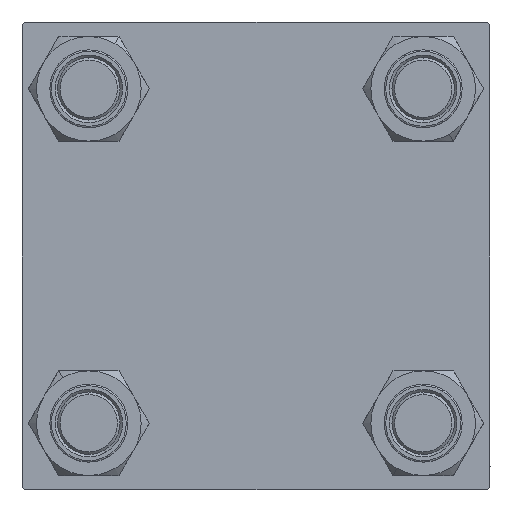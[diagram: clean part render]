
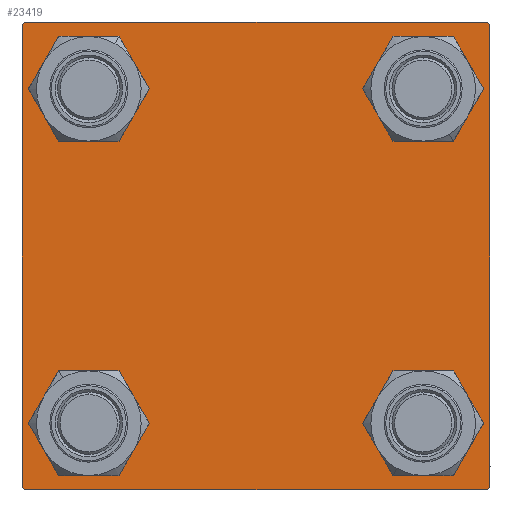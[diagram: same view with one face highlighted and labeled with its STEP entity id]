
A CAD part, left-side view. The second image highlights one B-rep face of the part: STEP entity #23419.
In plain terms, the highlighted planar face has unit normal (-1, 0, 0).
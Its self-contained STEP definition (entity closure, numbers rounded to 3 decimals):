
#672 = EDGE_CURVE ( 'NONE', #22771, #4282, #29738, .T. ) ;
#886 = CARTESIAN_POINT ( 'NONE',  ( 0., 32.15, -32.15 ) ) ;
#1093 = CARTESIAN_POINT ( 'NONE',  ( 0., -44.75, 44.75 ) ) ;
#1236 = DIRECTION ( 'NONE',  ( 0., 0., 1. ) ) ;
#1996 = FACE_BOUND ( 'NONE', #3607, .T. ) ;
#2074 = VERTEX_POINT ( 'NONE', #21022 ) ;
#2809 = ORIENTED_EDGE ( 'NONE', *, *, #40902, .F. ) ;
#3607 = EDGE_LOOP ( 'NONE', ( #7578, #34385 ) ) ;
#3619 = CARTESIAN_POINT ( 'NONE',  ( 0., -32.15, -25.65 ) ) ;
#3725 = CIRCLE ( 'NONE', #32111, 6.5 ) ;
#4015 = ORIENTED_EDGE ( 'NONE', *, *, #26157, .F. ) ;
#4282 = VERTEX_POINT ( 'NONE', #36101 ) ;
#4386 = ORIENTED_EDGE ( 'NONE', *, *, #15772, .T. ) ;
#4854 = DIRECTION ( 'NONE',  ( 0., 0.707, -0.707 ) ) ;
#4909 = LINE ( 'NONE', #1093, #47523 ) ;
#5068 = PLANE ( 'NONE',  #40122 ) ;
#5416 = ORIENTED_EDGE ( 'NONE', *, *, #49205, .T. ) ;
#5942 = DIRECTION ( 'NONE',  ( 1., 0., 0. ) ) ;
#5950 = CARTESIAN_POINT ( 'NONE',  ( 0., -44.5, -45. ) ) ;
#6079 = EDGE_LOOP ( 'NONE', ( #23816, #27770, #5416, #30709, #4015, #11223, #2809, #6163 ) ) ;
#6163 = ORIENTED_EDGE ( 'NONE', *, *, #7379, .T. ) ;
#7379 = EDGE_CURVE ( 'NONE', #24020, #22771, #43433, .T. ) ;
#7453 = DIRECTION ( 'NONE',  ( 0., 0., -1. ) ) ;
#7578 = ORIENTED_EDGE ( 'NONE', *, *, #32703, .T. ) ;
#8017 = CARTESIAN_POINT ( 'NONE',  ( 0., 44.5, 45. ) ) ;
#8183 = CARTESIAN_POINT ( 'NONE',  ( 0., -32.15, 32.15 ) ) ;
#8638 = DIRECTION ( 'NONE',  ( 0., 0., 1. ) ) ;
#9136 = CARTESIAN_POINT ( 'NONE',  ( 0., 32.15, 25.65 ) ) ;
#9594 = VECTOR ( 'NONE', #10448, 1000. ) ;
#9636 = FACE_BOUND ( 'NONE', #27820, .T. ) ;
#9871 = DIRECTION ( 'NONE',  ( 0., 0., 1. ) ) ;
#10003 = DIRECTION ( 'NONE',  ( 0., 0., 1. ) ) ;
#10166 = VERTEX_POINT ( 'NONE', #9136 ) ;
#10363 = CARTESIAN_POINT ( 'NONE',  ( 0., 32.15, 32.15 ) ) ;
#10448 = DIRECTION ( 'NONE',  ( 0., 0., -1. ) ) ;
#10514 = EDGE_LOOP ( 'NONE', ( #49653, #47664 ) ) ;
#11223 = ORIENTED_EDGE ( 'NONE', *, *, #45554, .T. ) ;
#11692 = CARTESIAN_POINT ( 'NONE',  ( 0., 44.75, -44.75 ) ) ;
#11987 = DIRECTION ( 'NONE',  ( 0., 0., 1. ) ) ;
#13559 = CARTESIAN_POINT ( 'NONE',  ( 0., 45., 44.5 ) ) ;
#14044 = DIRECTION ( 'NONE',  ( 0., 0., 1. ) ) ;
#14260 = DIRECTION ( 'NONE',  ( 1., 0., 0. ) ) ;
#14338 = EDGE_CURVE ( 'NONE', #16105, #2074, #15629, .T. ) ;
#15629 = CIRCLE ( 'NONE', #43990, 6.5 ) ;
#15772 = EDGE_CURVE ( 'NONE', #10166, #49546, #46449, .T. ) ;
#16105 = VERTEX_POINT ( 'NONE', #33341 ) ;
#16838 = DIRECTION ( 'NONE',  ( 0., 0.707, 0.707 ) ) ;
#17326 = DIRECTION ( 'NONE',  ( 0., 0., 1. ) ) ;
#17507 = VERTEX_POINT ( 'NONE', #29682 ) ;
#17968 = DIRECTION ( 'NONE',  ( 1., 0., 0. ) ) ;
#18358 = LINE ( 'NONE', #42222, #48334 ) ;
#20604 = DIRECTION ( 'NONE',  ( 1., 0., 0. ) ) ;
#20761 = ORIENTED_EDGE ( 'NONE', *, *, #29105, .T. ) ;
#21022 = CARTESIAN_POINT ( 'NONE',  ( 0., -32.15, 38.65 ) ) ;
#21669 = CARTESIAN_POINT ( 'NONE',  ( 0., 45., -45. ) ) ;
#22180 = EDGE_CURVE ( 'NONE', #24286, #43479, #28475, .T. ) ;
#22421 = DIRECTION ( 'NONE',  ( 0., -1., 0. ) ) ;
#22678 = CARTESIAN_POINT ( 'NONE',  ( 0., -32.15, -32.15 ) ) ;
#22711 = ORIENTED_EDGE ( 'NONE', *, *, #35379, .T. ) ;
#22771 = VERTEX_POINT ( 'NONE', #13559 ) ;
#23419 = ADVANCED_FACE ( 'NONE', ( #28180, #1996, #9636, #40599, #47952 ), #5068, .T. ) ;
#23816 = ORIENTED_EDGE ( 'NONE', *, *, #672, .T. ) ;
#23876 = VECTOR ( 'NONE', #30416, 1000. ) ;
#24020 = VERTEX_POINT ( 'NONE', #8017 ) ;
#24286 = VERTEX_POINT ( 'NONE', #5950 ) ;
#24586 = AXIS2_PLACEMENT_3D ( 'NONE', #10363, #17968, #9871 ) ;
#24623 = CARTESIAN_POINT ( 'NONE',  ( 0., 0., 0. ) ) ;
#24673 = CARTESIAN_POINT ( 'NONE',  ( 0., -44.75, -44.75 ) ) ;
#24870 = DIRECTION ( 'NONE',  ( -1., 0., 0. ) ) ;
#25752 = CIRCLE ( 'NONE', #32237, 6.5 ) ;
#26003 = EDGE_CURVE ( 'NONE', #2074, #16105, #3725, .T. ) ;
#26157 = EDGE_CURVE ( 'NONE', #28491, #43479, #18358, .T. ) ;
#26853 = CARTESIAN_POINT ( 'NONE',  ( 0., 45., 45. ) ) ;
#27140 = CARTESIAN_POINT ( 'NONE',  ( 0., 32.15, 38.65 ) ) ;
#27645 = CARTESIAN_POINT ( 'NONE',  ( 0., -44.5, 45. ) ) ;
#27770 = ORIENTED_EDGE ( 'NONE', *, *, #39524, .T. ) ;
#27820 = EDGE_LOOP ( 'NONE', ( #31149, #22711 ) ) ;
#28180 = FACE_BOUND ( 'NONE', #10514, .T. ) ;
#28475 = LINE ( 'NONE', #24673, #48302 ) ;
#28491 = VERTEX_POINT ( 'NONE', #48495 ) ;
#28801 = CARTESIAN_POINT ( 'NONE',  ( 0., -32.15, 32.15 ) ) ;
#29105 = EDGE_CURVE ( 'NONE', #49546, #10166, #33048, .T. ) ;
#29682 = CARTESIAN_POINT ( 'NONE',  ( 0., 44.5, -45. ) ) ;
#29738 = LINE ( 'NONE', #42171, #9594 ) ;
#30416 = DIRECTION ( 'NONE',  ( 0., -1., 0. ) ) ;
#30624 = AXIS2_PLACEMENT_3D ( 'NONE', #48001, #20604, #40404 ) ;
#30709 = ORIENTED_EDGE ( 'NONE', *, *, #22180, .T. ) ;
#31149 = ORIENTED_EDGE ( 'NONE', *, *, #37659, .T. ) ;
#31686 = CARTESIAN_POINT ( 'NONE',  ( 0., 32.15, -25.65 ) ) ;
#31785 = VECTOR ( 'NONE', #4854, 1000. ) ;
#31859 = DIRECTION ( 'NONE',  ( 0., 0., 1. ) ) ;
#32111 = AXIS2_PLACEMENT_3D ( 'NONE', #28801, #5942, #10003 ) ;
#32237 = AXIS2_PLACEMENT_3D ( 'NONE', #22678, #33590, #14044 ) ;
#32432 = CIRCLE ( 'NONE', #33222, 6.5 ) ;
#32470 = DIRECTION ( 'NONE',  ( 1., 0., 0. ) ) ;
#32703 = EDGE_CURVE ( 'NONE', #49469, #41503, #50188, .T. ) ;
#33048 = CIRCLE ( 'NONE', #30624, 6.5 ) ;
#33222 = AXIS2_PLACEMENT_3D ( 'NONE', #886, #43525, #31859 ) ;
#33341 = CARTESIAN_POINT ( 'NONE',  ( 0., -32.15, 25.65 ) ) ;
#33590 = DIRECTION ( 'NONE',  ( 1., 0., 0. ) ) ;
#34385 = ORIENTED_EDGE ( 'NONE', *, *, #49296, .T. ) ;
#35083 = DIRECTION ( 'NONE',  ( 1., 0., 0. ) ) ;
#35379 = EDGE_CURVE ( 'NONE', #44342, #43983, #32432, .T. ) ;
#35778 = CARTESIAN_POINT ( 'NONE',  ( 0., 32.15, -32.15 ) ) ;
#35949 = VERTEX_POINT ( 'NONE', #27645 ) ;
#36101 = CARTESIAN_POINT ( 'NONE',  ( 0., 45., -44.5 ) ) ;
#37584 = VECTOR ( 'NONE', #42651, 1000. ) ;
#37659 = EDGE_CURVE ( 'NONE', #43983, #44342, #41585, .T. ) ;
#38015 = AXIS2_PLACEMENT_3D ( 'NONE', #41180, #14260, #17326 ) ;
#39524 = EDGE_CURVE ( 'NONE', #4282, #17507, #46447, .T. ) ;
#39638 = CARTESIAN_POINT ( 'NONE',  ( 0., 44.75, 44.75 ) ) ;
#40122 = AXIS2_PLACEMENT_3D ( 'NONE', #24623, #24870, #8638 ) ;
#40154 = DIRECTION ( 'NONE',  ( 0., -0.707, 0.707 ) ) ;
#40404 = DIRECTION ( 'NONE',  ( 0., 0., 1. ) ) ;
#40599 = FACE_BOUND ( 'NONE', #43533, .T. ) ;
#40838 = LINE ( 'NONE', #26853, #23876 ) ;
#40902 = EDGE_CURVE ( 'NONE', #24020, #35949, #40838, .T. ) ;
#41180 = CARTESIAN_POINT ( 'NONE',  ( 0., -32.15, -32.15 ) ) ;
#41463 = LINE ( 'NONE', #21669, #45182 ) ;
#41503 = VERTEX_POINT ( 'NONE', #42907 ) ;
#41585 = CIRCLE ( 'NONE', #48898, 6.5 ) ;
#42171 = CARTESIAN_POINT ( 'NONE',  ( 0., 45., 45. ) ) ;
#42222 = CARTESIAN_POINT ( 'NONE',  ( 0., -45., 45. ) ) ;
#42651 = DIRECTION ( 'NONE',  ( 0., -0.707, -0.707 ) ) ;
#42907 = CARTESIAN_POINT ( 'NONE',  ( 0., -32.15, -38.65 ) ) ;
#42917 = CARTESIAN_POINT ( 'NONE',  ( 0., -45., -44.5 ) ) ;
#43433 = LINE ( 'NONE', #39638, #31785 ) ;
#43479 = VERTEX_POINT ( 'NONE', #42917 ) ;
#43525 = DIRECTION ( 'NONE',  ( 1., 0., 0. ) ) ;
#43533 = EDGE_LOOP ( 'NONE', ( #20761, #4386 ) ) ;
#43787 = CARTESIAN_POINT ( 'NONE',  ( 0., 32.15, -38.65 ) ) ;
#43983 = VERTEX_POINT ( 'NONE', #31686 ) ;
#43990 = AXIS2_PLACEMENT_3D ( 'NONE', #8183, #35083, #11987 ) ;
#44342 = VERTEX_POINT ( 'NONE', #43787 ) ;
#45182 = VECTOR ( 'NONE', #22421, 1000. ) ;
#45554 = EDGE_CURVE ( 'NONE', #28491, #35949, #4909, .T. ) ;
#46447 = LINE ( 'NONE', #11692, #37584 ) ;
#46449 = CIRCLE ( 'NONE', #24586, 6.5 ) ;
#47523 = VECTOR ( 'NONE', #16838, 1000. ) ;
#47664 = ORIENTED_EDGE ( 'NONE', *, *, #14338, .T. ) ;
#47952 = FACE_OUTER_BOUND ( 'NONE', #6079, .T. ) ;
#48001 = CARTESIAN_POINT ( 'NONE',  ( 0., 32.15, 32.15 ) ) ;
#48302 = VECTOR ( 'NONE', #40154, 1000. ) ;
#48334 = VECTOR ( 'NONE', #7453, 1000. ) ;
#48495 = CARTESIAN_POINT ( 'NONE',  ( 0., -45., 44.5 ) ) ;
#48898 = AXIS2_PLACEMENT_3D ( 'NONE', #35778, #32470, #1236 ) ;
#49205 = EDGE_CURVE ( 'NONE', #17507, #24286, #41463, .T. ) ;
#49296 = EDGE_CURVE ( 'NONE', #41503, #49469, #25752, .T. ) ;
#49469 = VERTEX_POINT ( 'NONE', #3619 ) ;
#49546 = VERTEX_POINT ( 'NONE', #27140 ) ;
#49653 = ORIENTED_EDGE ( 'NONE', *, *, #26003, .T. ) ;
#50188 = CIRCLE ( 'NONE', #38015, 6.5 ) ;
